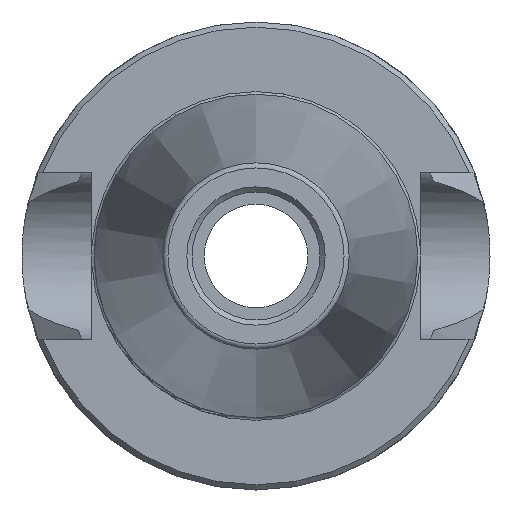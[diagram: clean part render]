
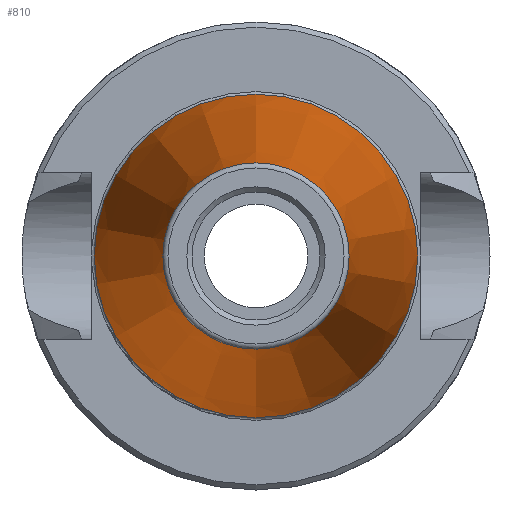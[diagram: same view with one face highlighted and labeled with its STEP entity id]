
A CAD part, left-side view. The second image highlights one B-rep face of the part: STEP entity #810.
In plain terms, the highlighted conical face has half-angle 7.973 degrees and reference radius 15.875 mm.
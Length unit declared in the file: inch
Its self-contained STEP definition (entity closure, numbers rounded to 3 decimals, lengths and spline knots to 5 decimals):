
#87=LINE('',#1496,#127);
#127=VECTOR('',#1134,0.625);
#141=CONICAL_SURFACE('',#911,0.625,0.139);
#188=FACE_OUTER_BOUND('',#244,.T.);
#244=EDGE_LOOP('',(#646,#647,#648,#649,#650));
#290=CIRCLE('',#899,0.35991);
#297=CIRCLE('',#912,0.625);
#298=CIRCLE('',#913,0.625);
#378=VERTEX_POINT('',#1471);
#384=VERTEX_POINT('',#1493);
#385=VERTEX_POINT('',#1494);
#470=EDGE_CURVE('',#378,#378,#290,.T.);
#480=EDGE_CURVE('',#384,#385,#297,.T.);
#481=EDGE_CURVE('',#385,#378,#87,.T.);
#482=EDGE_CURVE('',#385,#384,#298,.T.);
#646=ORIENTED_EDGE('',*,*,#480,.T.);
#647=ORIENTED_EDGE('',*,*,#481,.T.);
#648=ORIENTED_EDGE('',*,*,#470,.T.);
#649=ORIENTED_EDGE('',*,*,#481,.F.);
#650=ORIENTED_EDGE('',*,*,#482,.T.);
#810=ADVANCED_FACE('',(#188),#141,.T.);
#899=AXIS2_PLACEMENT_3D('',#1472,#1103,#1104);
#911=AXIS2_PLACEMENT_3D('',#1492,#1130,#1131);
#912=AXIS2_PLACEMENT_3D('',#1495,#1132,#1133);
#913=AXIS2_PLACEMENT_3D('',#1497,#1135,#1136);
#1103=DIRECTION('center_axis',(1.,0.,0.));
#1104=DIRECTION('ref_axis',(0.,0.,1.));
#1130=DIRECTION('center_axis',(1.,0.,0.));
#1131=DIRECTION('ref_axis',(0.,0.,-1.));
#1132=DIRECTION('center_axis',(-1.,0.,0.));
#1133=DIRECTION('ref_axis',(0.,0.,1.));
#1134=DIRECTION('',(-0.99,0.,-0.139));
#1135=DIRECTION('center_axis',(-1.,0.,0.));
#1136=DIRECTION('ref_axis',(0.,0.,1.));
#1471=CARTESIAN_POINT('',(-1.89277,0.,0.35991));
#1472=CARTESIAN_POINT('Origin',(-1.89277,0.,0.));
#1492=CARTESIAN_POINT('Origin',(0.,0.,0.));
#1493=CARTESIAN_POINT('',(0.,0.,-0.625));
#1494=CARTESIAN_POINT('',(0.,0.,0.625));
#1495=CARTESIAN_POINT('Origin',(0.,0.,0.));
#1496=CARTESIAN_POINT('',(0.,0.,0.625));
#1497=CARTESIAN_POINT('Origin',(0.,0.,0.));
